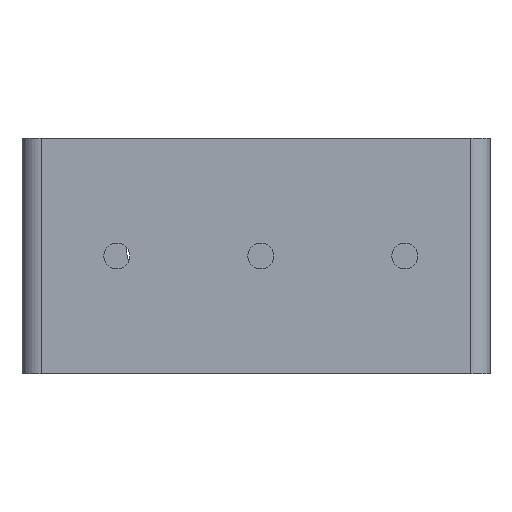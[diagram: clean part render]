
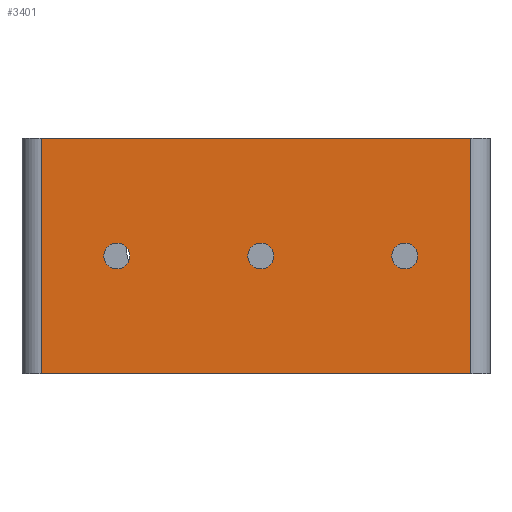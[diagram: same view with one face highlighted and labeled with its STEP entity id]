
A CAD part, front view. The second image highlights one B-rep face of the part: STEP entity #3401.
In plain terms, the highlighted planar face has unit normal (0, -1, 0).
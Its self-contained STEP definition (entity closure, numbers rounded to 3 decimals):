
#141=FACE_BOUND('',#707,.T.);
#142=FACE_BOUND('',#708,.T.);
#143=FACE_BOUND('',#709,.T.);
#229=CIRCLE('',#3565,2.7);
#230=CIRCLE('',#3566,2.7);
#232=CIRCLE('',#3569,2.7);
#233=CIRCLE('',#3570,2.7);
#235=CIRCLE('',#3573,2.7);
#236=CIRCLE('',#3574,2.7);
#488=FACE_OUTER_BOUND('',#706,.T.);
#706=EDGE_LOOP('',(#3096,#3097,#3098,#3099));
#707=EDGE_LOOP('',(#3100,#3101));
#708=EDGE_LOOP('',(#3102,#3103));
#709=EDGE_LOOP('',(#3104,#3105));
#810=LINE('',#4992,#1124);
#912=LINE('',#5314,#1226);
#913=LINE('',#5317,#1227);
#1040=LINE('',#5738,#1354);
#1124=VECTOR('',#3959,10.);
#1226=VECTOR('',#4283,10.);
#1227=VECTOR('',#4286,10.);
#1354=VECTOR('',#4751,10.);
#1450=VERTEX_POINT('',#4989);
#1451=VERTEX_POINT('',#4991);
#1522=VERTEX_POINT('',#5219);
#1523=VERTEX_POINT('',#5220);
#1525=VERTEX_POINT('',#5227);
#1526=VERTEX_POINT('',#5228);
#1528=VERTEX_POINT('',#5235);
#1529=VERTEX_POINT('',#5236);
#1560=VERTEX_POINT('',#5312);
#1561=VERTEX_POINT('',#5316);
#1802=EDGE_CURVE('',#1450,#1451,#810,.T.);
#1918=EDGE_CURVE('',#1522,#1523,#229,.T.);
#1919=EDGE_CURVE('',#1523,#1522,#230,.T.);
#1922=EDGE_CURVE('',#1525,#1526,#232,.T.);
#1923=EDGE_CURVE('',#1526,#1525,#233,.T.);
#1926=EDGE_CURVE('',#1528,#1529,#235,.T.);
#1927=EDGE_CURVE('',#1529,#1528,#236,.T.);
#1966=EDGE_CURVE('',#1560,#1450,#912,.T.);
#1967=EDGE_CURVE('',#1451,#1561,#913,.T.);
#2171=EDGE_CURVE('',#1560,#1561,#1040,.T.);
#3096=ORIENTED_EDGE('',*,*,#1966,.F.);
#3097=ORIENTED_EDGE('',*,*,#2171,.T.);
#3098=ORIENTED_EDGE('',*,*,#1967,.F.);
#3099=ORIENTED_EDGE('',*,*,#1802,.F.);
#3100=ORIENTED_EDGE('',*,*,#1918,.T.);
#3101=ORIENTED_EDGE('',*,*,#1919,.T.);
#3102=ORIENTED_EDGE('',*,*,#1922,.T.);
#3103=ORIENTED_EDGE('',*,*,#1923,.T.);
#3104=ORIENTED_EDGE('',*,*,#1926,.T.);
#3105=ORIENTED_EDGE('',*,*,#1927,.T.);
#3234=PLANE('',#3760);
#3401=ADVANCED_FACE('',(#488,#141,#142,#143),#3234,.T.);
#3565=AXIS2_PLACEMENT_3D('',#5221,#4201,#4202);
#3566=AXIS2_PLACEMENT_3D('',#5222,#4203,#4204);
#3569=AXIS2_PLACEMENT_3D('',#5229,#4210,#4211);
#3570=AXIS2_PLACEMENT_3D('',#5230,#4212,#4213);
#3573=AXIS2_PLACEMENT_3D('',#5237,#4219,#4220);
#3574=AXIS2_PLACEMENT_3D('',#5238,#4221,#4222);
#3760=AXIS2_PLACEMENT_3D('',#5737,#4749,#4750);
#3959=DIRECTION('',(1.,0.,0.));
#4201=DIRECTION('center_axis',(0.,1.,0.));
#4202=DIRECTION('ref_axis',(1.,0.,0.));
#4203=DIRECTION('center_axis',(0.,1.,0.));
#4204=DIRECTION('ref_axis',(1.,0.,0.));
#4210=DIRECTION('center_axis',(0.,1.,0.));
#4211=DIRECTION('ref_axis',(1.,0.,0.));
#4212=DIRECTION('center_axis',(0.,1.,0.));
#4213=DIRECTION('ref_axis',(1.,0.,0.));
#4219=DIRECTION('center_axis',(0.,1.,0.));
#4220=DIRECTION('ref_axis',(1.,0.,0.));
#4221=DIRECTION('center_axis',(0.,1.,0.));
#4222=DIRECTION('ref_axis',(1.,0.,0.));
#4283=DIRECTION('',(0.,0.,1.));
#4286=DIRECTION('',(0.,0.,-1.));
#4749=DIRECTION('center_axis',(0.,-1.,0.));
#4750=DIRECTION('ref_axis',(1.,0.,0.));
#4751=DIRECTION('',(1.,0.,0.));
#4989=CARTESIAN_POINT('',(-83.5,-140.,49.));
#4991=CARTESIAN_POINT('',(6.,-140.,49.));
#4992=CARTESIAN_POINT('',(-87.5,-140.,49.));
#5219=CARTESIAN_POINT('',(-65.05,-140.,24.5));
#5220=CARTESIAN_POINT('',(-70.45,-140.,24.5));
#5221=CARTESIAN_POINT('Origin',(-67.75,-140.,24.5));
#5222=CARTESIAN_POINT('Origin',(-67.75,-140.,24.5));
#5227=CARTESIAN_POINT('',(-5.05,-140.,24.5));
#5228=CARTESIAN_POINT('',(-10.45,-140.,24.5));
#5229=CARTESIAN_POINT('Origin',(-7.75,-140.,24.5));
#5230=CARTESIAN_POINT('Origin',(-7.75,-140.,24.5));
#5235=CARTESIAN_POINT('',(-35.05,-140.,24.5));
#5236=CARTESIAN_POINT('',(-40.45,-140.,24.5));
#5237=CARTESIAN_POINT('Origin',(-37.75,-140.,24.5));
#5238=CARTESIAN_POINT('Origin',(-37.75,-140.,24.5));
#5312=CARTESIAN_POINT('',(-83.5,-140.,0.));
#5314=CARTESIAN_POINT('',(-83.5,-140.,0.));
#5316=CARTESIAN_POINT('',(6.,-140.,0.));
#5317=CARTESIAN_POINT('',(6.,-140.,0.));
#5737=CARTESIAN_POINT('Origin',(-87.5,-140.,0.));
#5738=CARTESIAN_POINT('',(-87.5,-140.,0.));
